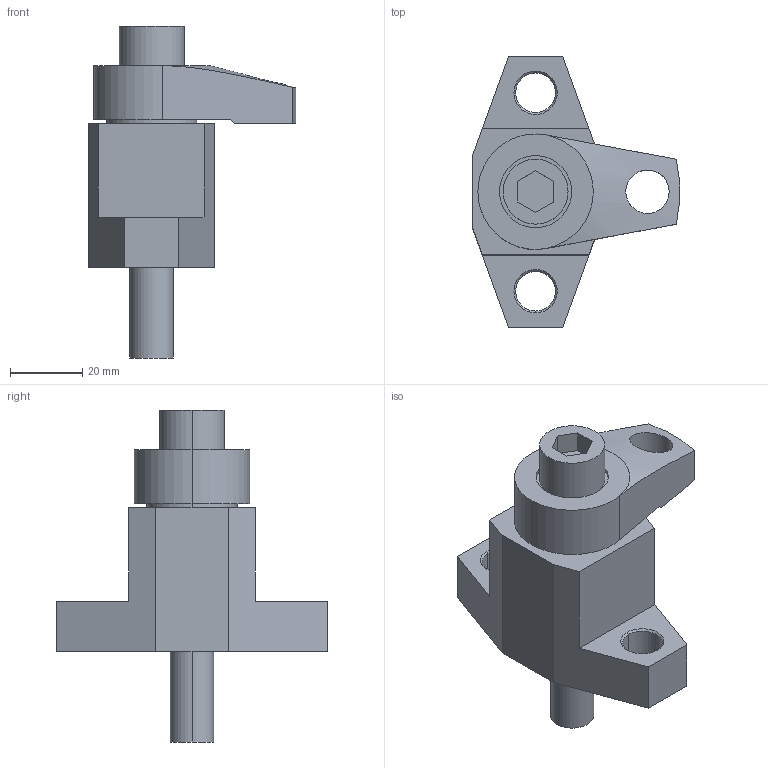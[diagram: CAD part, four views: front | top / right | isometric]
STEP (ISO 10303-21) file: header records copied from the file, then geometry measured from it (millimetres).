
FILE_DESCRIPTION (( 'STEP AP203' ), '1' );
FILE_NAME ('bj130-12140b1.STEP', '2021-10-25T01:08:46', ( '' ), ( '' ), 'SwSTEP 2.0', 'SolidWorks 2020', '' );
FILE_SCHEMA (( 'CONFIG_CONTROL_DESIGN' ));
Length unit declared in the file: millimetre
Products named in the file (4): bj130-12140b1_03; bj130-12140b1_02; bj130-12140b1; bj130-12140b1_01
Assembly tree (3 placements, depth 2):
  bj130-12140b1
    bj130-12140b1_01
    bj130-12140b1_02
    bj130-12140b1_03
Bounding box: 57.39 x 75 x 92 mm (x, y, z)
Volume: 78355.9 mm3; surface area: 27509.4 mm2
Topology: 3 solids, 3 shells, 67 faces, 158 edges, 100 vertices
Faces by surface type: plane 31, cylinder 21, cone 15
Entity records: 2473 total; most frequent: CARTESIAN_POINT 465, DIRECTION 353, ORIENTED_EDGE 316, EDGE_CURVE 158, AXIS2_PLACEMENT_3D 130, VERTEX_POINT 100, LINE 93, VECTOR 93
